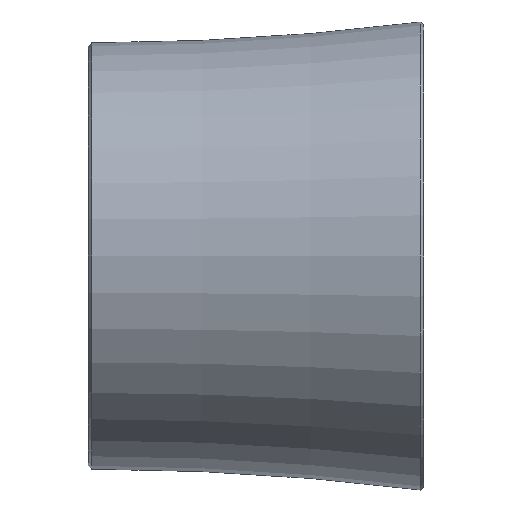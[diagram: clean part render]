
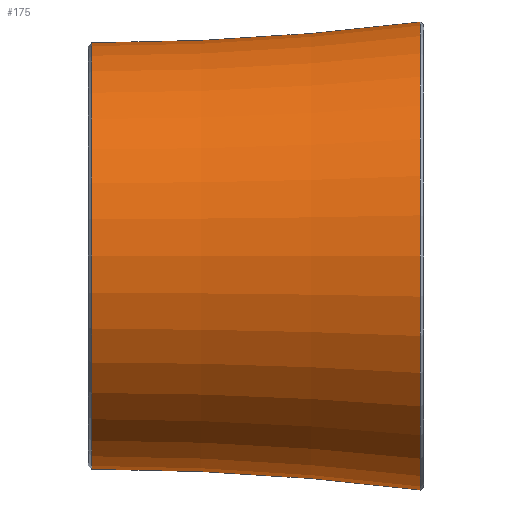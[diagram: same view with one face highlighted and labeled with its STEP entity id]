
A CAD part, left-side view. The second image highlights one B-rep face of the part: STEP entity #175.
In plain terms, the highlighted toroidal (fillet/blend) face has major radius 213.418 mm and minor radius 197.543 mm.
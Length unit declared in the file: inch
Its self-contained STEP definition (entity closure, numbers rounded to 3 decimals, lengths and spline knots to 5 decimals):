
#6 = ORIENTED_EDGE ( 'NONE', *, *, #86, .T. ) ;
#10 = CARTESIAN_POINT ( 'NONE',  ( 0., 0.00993, -0.68624 ) ) ;
#11 = AXIS2_PLACEMENT_3D ( 'NONE', #359, #225, #160 ) ;
#17 = DIRECTION ( 'NONE',  ( 0., 0., 1. ) ) ;
#22 = CARTESIAN_POINT ( 'NONE',  ( 0., 0.00993, 0. ) ) ;
#24 = ORIENTED_EDGE ( 'NONE', *, *, #52, .T. ) ;
#33 = ORIENTED_EDGE ( 'NONE', *, *, #321, .T. ) ;
#44 = CARTESIAN_POINT ( 'NONE',  ( 0., 0.984, -8.4023 ) ) ;
#52 = EDGE_CURVE ( 'NONE', #232, #342, #80, .T. ) ;
#63 = CARTESIAN_POINT ( 'NONE',  ( 0., 0.97399, 0.62501 ) ) ;
#72 = VERTEX_POINT ( 'NONE', #280 ) ;
#78 = CIRCLE ( 'NONE', #365, 0.68624 ) ;
#80 = CIRCLE ( 'NONE', #322, 0.62501 ) ;
#86 = EDGE_CURVE ( 'NONE', #72, #232, #343, .T. ) ;
#91 = ORIENTED_EDGE ( 'NONE', *, *, #312, .F. ) ;
#92 = CARTESIAN_POINT ( 'NONE',  ( 0., 0.984, 8.4023 ) ) ;
#115 = CARTESIAN_POINT ( 'NONE',  ( 0., 0.97399, -0.62501 ) ) ;
#160 = DIRECTION ( 'NONE',  ( 0., 0., -1. ) ) ;
#170 = TOROIDAL_SURFACE ( 'NONE', #11, 8.4023, 7.7773 ) ;
#174 = DIRECTION ( 'NONE',  ( 0., -1., 0. ) ) ;
#175 = ADVANCED_FACE ( 'NONE', ( #324 ), #170, .F. ) ;
#179 = DIRECTION ( 'NONE',  ( 0., 1., 0. ) ) ;
#184 = AXIS2_PLACEMENT_3D ( 'NONE', #92, #345, #223 ) ;
#223 = DIRECTION ( 'NONE',  ( 0., 0., -1. ) ) ;
#224 = VERTEX_POINT ( 'NONE', #10 ) ;
#225 = DIRECTION ( 'NONE',  ( 0., -1., 0. ) ) ;
#232 = VERTEX_POINT ( 'NONE', #63 ) ;
#240 = CIRCLE ( 'NONE', #341, 7.7773 ) ;
#270 = DIRECTION ( 'NONE',  ( 0., 0., 1. ) ) ;
#280 = CARTESIAN_POINT ( 'NONE',  ( 0., 0.00993, 0.68624 ) ) ;
#293 = DIRECTION ( 'NONE',  ( -1., 0., 0. ) ) ;
#295 = CARTESIAN_POINT ( 'NONE',  ( 0., 0.97399, 0. ) ) ;
#312 = EDGE_CURVE ( 'NONE', #224, #342, #240, .T. ) ;
#321 = EDGE_CURVE ( 'NONE', #224, #72, #78, .T. ) ;
#322 = AXIS2_PLACEMENT_3D ( 'NONE', #295, #174, #362 ) ;
#324 = FACE_OUTER_BOUND ( 'NONE', #377, .T. ) ;
#341 = AXIS2_PLACEMENT_3D ( 'NONE', #44, #293, #17 ) ;
#342 = VERTEX_POINT ( 'NONE', #115 ) ;
#343 = CIRCLE ( 'NONE', #184, 7.7773 ) ;
#345 = DIRECTION ( 'NONE',  ( 1., 0., 0. ) ) ;
#359 = CARTESIAN_POINT ( 'NONE',  ( 0., 0.984, 0. ) ) ;
#362 = DIRECTION ( 'NONE',  ( 0., 0., 1. ) ) ;
#365 = AXIS2_PLACEMENT_3D ( 'NONE', #22, #179, #270 ) ;
#377 = EDGE_LOOP ( 'NONE', ( #33, #6, #24, #91 ) ) ;
